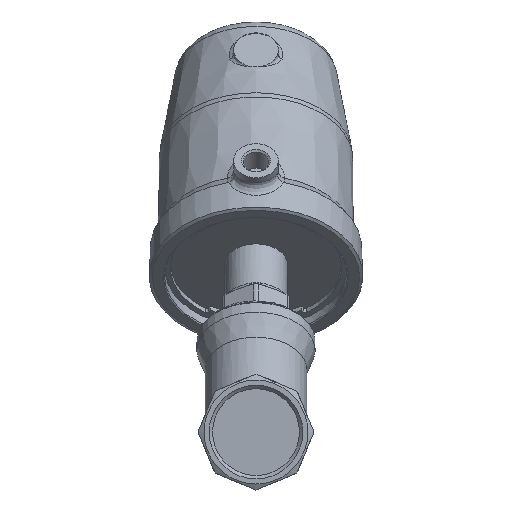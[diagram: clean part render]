
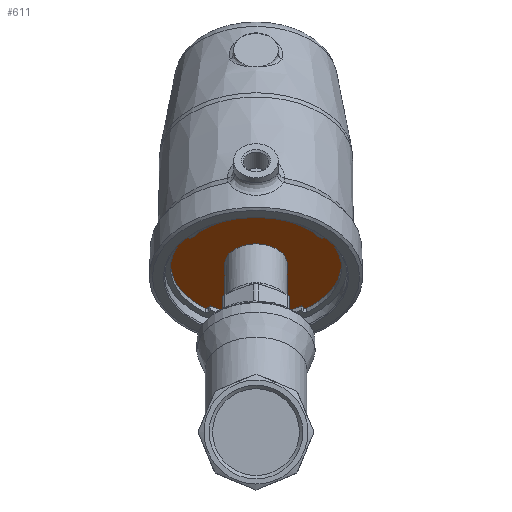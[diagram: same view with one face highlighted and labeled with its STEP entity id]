
A CAD part, left-side view. The second image highlights one B-rep face of the part: STEP entity #611.
In plain terms, the highlighted face is planar.
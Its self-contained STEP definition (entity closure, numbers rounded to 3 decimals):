
#611 = ADVANCED_FACE( '', ( #1251 ), #1252, .F. );
#1251 = FACE_OUTER_BOUND( '', #8813, .T. );
#1252 = PLANE( '', #8814 );
#8813 = EDGE_LOOP( '', ( #11607, #11608, #11609, #11610, #11611, #11612, #11613, #11614, #11615, #11616, #11617, #11618, #11619, #11620, #11621, #11622 ) );
#8814 = AXIS2_PLACEMENT_3D( '', #11623, #11624, #11625 );
#11607 = ORIENTED_EDGE( '', *, *, #12360, .F. );
#11608 = ORIENTED_EDGE( '', *, *, #12345, .T. );
#11609 = ORIENTED_EDGE( '', *, *, #12156, .F. );
#11610 = ORIENTED_EDGE( '', *, *, #12438, .F. );
#11611 = ORIENTED_EDGE( '', *, *, #12198, .F. );
#11612 = ORIENTED_EDGE( '', *, *, #12252, .T. );
#11613 = ORIENTED_EDGE( '', *, *, #12520, .F. );
#11614 = ORIENTED_EDGE( '', *, *, #12457, .T. );
#11615 = ORIENTED_EDGE( '', *, *, #12394, .F. );
#11616 = ORIENTED_EDGE( '', *, *, #12470, .F. );
#11617 = ORIENTED_EDGE( '', *, *, #12182, .F. );
#11618 = ORIENTED_EDGE( '', *, *, #12389, .T. );
#11619 = ORIENTED_EDGE( '', *, *, #12521, .F. );
#11620 = ORIENTED_EDGE( '', *, *, #12258, .T. );
#11621 = ORIENTED_EDGE( '', *, *, #12357, .F. );
#11622 = ORIENTED_EDGE( '', *, *, #12522, .F. );
#11623 = CARTESIAN_POINT( '', ( 0., 0., 34.35 ) );
#11624 = DIRECTION( '', ( 0., 0., 1. ) );
#11625 = DIRECTION( '', ( 0., -1., 0. ) );
#12156 = EDGE_CURVE( '', #12966, #12967, #12968, .T. );
#12182 = EDGE_CURVE( '', #13003, #13005, #13006, .T. );
#12198 = EDGE_CURVE( '', #13027, #13029, #13030, .T. );
#12252 = EDGE_CURVE( '', #13027, #13108, #13110, .F. );
#12258 = EDGE_CURVE( '', #13118, #13116, #13119, .F. );
#12345 = EDGE_CURVE( '', #13239, #12967, #13240, .T. );
#12357 = EDGE_CURVE( '', #13253, #13116, #13254, .T. );
#12360 = EDGE_CURVE( '', #13239, #13257, #13258, .T. );
#12389 = EDGE_CURVE( '', #13003, #13292, #13294, .F. );
#12394 = EDGE_CURVE( '', #13300, #13301, #13302, .T. );
#12438 = EDGE_CURVE( '', #13029, #12966, #13354, .T. );
#12457 = EDGE_CURVE( '', #13379, #13301, #13380, .F. );
#12470 = EDGE_CURVE( '', #13005, #13300, #13396, .T. );
#12520 = EDGE_CURVE( '', #13379, #13108, #13455, .T. );
#12521 = EDGE_CURVE( '', #13118, #13292, #13456, .T. );
#12522 = EDGE_CURVE( '', #13257, #13253, #13457, .T. );
#12966 = VERTEX_POINT( '', #16478 );
#12967 = VERTEX_POINT( '', #16479 );
#12968 = LINE( '', #16480, #16481 );
#13003 = VERTEX_POINT( '', #16712 );
#13005 = VERTEX_POINT( '', #16715 );
#13006 = LINE( '', #16716, #16717 );
#13027 = VERTEX_POINT( '', #16862 );
#13029 = VERTEX_POINT( '', #16865 );
#13030 = LINE( '', #16866, #16867 );
#13108 = VERTEX_POINT( '', #17093 );
#13110 = CIRCLE( '', #17096, 1. );
#13116 = VERTEX_POINT( '', #17102 );
#13118 = VERTEX_POINT( '', #17105 );
#13119 = CIRCLE( '', #17106, 1. );
#13239 = VERTEX_POINT( '', #17851 );
#13240 = CIRCLE( '', #17852, 41.05 );
#13253 = VERTEX_POINT( '', #17975 );
#13254 = LINE( '', #17976, #17977 );
#13257 = VERTEX_POINT( '', #17981 );
#13258 = LINE( '', #17982, #17983 );
#13292 = VERTEX_POINT( '', #18244 );
#13294 = CIRCLE( '', #18247, 1. );
#13300 = VERTEX_POINT( '', #18269 );
#13301 = VERTEX_POINT( '', #18270 );
#13302 = LINE( '', #18271, #18272 );
#13354 = CIRCLE( '', #18593, 35.75 );
#13379 = VERTEX_POINT( '', #18657 );
#13380 = CIRCLE( '', #18658, 1. );
#13396 = CIRCLE( '', #18718, 35.75 );
#13455 = CIRCLE( '', #19062, 38.375 );
#13456 = CIRCLE( '', #19063, 38.375 );
#13457 = CIRCLE( '', #19064, 35.75 );
#16478 = CARTESIAN_POINT( '', ( 35.444, -4.666, 34.35 ) );
#16479 = CARTESIAN_POINT( '', ( 40.699, -5.358, 34.35 ) );
#16480 = CARTESIAN_POINT( '', ( 0., 0., 34.35 ) );
#16481 = VECTOR( '', #19645, 1000. );
#16712 = CARTESIAN_POINT( '', ( -21.43, 30.605, 34.35 ) );
#16715 = CARTESIAN_POINT( '', ( -20.505, 29.285, 34.35 ) );
#16716 = CARTESIAN_POINT( '', ( 0., 0., 34.35 ) );
#16717 = VECTOR( '', #19675, 1000. );
#16862 = CARTESIAN_POINT( '', ( 30.605, -21.43, 34.35 ) );
#16865 = CARTESIAN_POINT( '', ( 29.285, -20.505, 34.35 ) );
#16866 = CARTESIAN_POINT( '', ( 0., 0., 34.35 ) );
#16867 = VECTOR( '', #19684, 1000. );
#17093 = CARTESIAN_POINT( '', ( 30.835, -22.844, 34.35 ) );
#17096 = AXIS2_PLACEMENT_3D( '', #19730, #19731, #19732 );
#17102 = CARTESIAN_POINT( '', ( 30.605, 21.43, 34.35 ) );
#17105 = CARTESIAN_POINT( '', ( 30.835, 22.844, 34.35 ) );
#17106 = AXIS2_PLACEMENT_3D( '', #19740, #19741, #19742 );
#17851 = CARTESIAN_POINT( '', ( 40.699, 5.358, 34.35 ) );
#17852 = AXIS2_PLACEMENT_3D( '', #19839, #19840, #19841 );
#17975 = CARTESIAN_POINT( '', ( 29.285, 20.505, 34.35 ) );
#17976 = CARTESIAN_POINT( '', ( 0., 0., 34.35 ) );
#17977 = VECTOR( '', #19844, 1000. );
#17981 = CARTESIAN_POINT( '', ( 35.444, 4.666, 34.35 ) );
#17982 = CARTESIAN_POINT( '', ( 0., 0., 34.35 ) );
#17983 = VECTOR( '', #19846, 1000. );
#18244 = CARTESIAN_POINT( '', ( -21.162, 32.013, 34.35 ) );
#18247 = AXIS2_PLACEMENT_3D( '', #19867, #19868, #19869 );
#18269 = CARTESIAN_POINT( '', ( -20.505, -29.285, 34.35 ) );
#18270 = CARTESIAN_POINT( '', ( -21.43, -30.605, 34.35 ) );
#18271 = CARTESIAN_POINT( '', ( 0., 0., 34.35 ) );
#18272 = VECTOR( '', #19873, 1000. );
#18593 = AXIS2_PLACEMENT_3D( '', #19899, #19900, #19901 );
#18657 = CARTESIAN_POINT( '', ( -21.162, -32.013, 34.35 ) );
#18658 = AXIS2_PLACEMENT_3D( '', #19918, #19919, #19920 );
#18718 = AXIS2_PLACEMENT_3D( '', #19932, #19933, #19934 );
#19062 = AXIS2_PLACEMENT_3D( '', #19955, #19956, #19957 );
#19063 = AXIS2_PLACEMENT_3D( '', #19958, #19959, #19960 );
#19064 = AXIS2_PLACEMENT_3D( '', #19961, #19962, #19963 );
#19645 = DIRECTION( '', ( 0.991, -0.131, 0. ) );
#19675 = DIRECTION( '', ( 0.574, -0.819, 0. ) );
#19684 = DIRECTION( '', ( -0.819, 0.574, 0. ) );
#19730 = CARTESIAN_POINT( '', ( 30.031, -22.249, 34.35 ) );
#19731 = DIRECTION( '', ( 0., 0., 1. ) );
#19732 = DIRECTION( '', ( 0., 1., 0. ) );
#19740 = CARTESIAN_POINT( '', ( 30.031, 22.249, 34.35 ) );
#19741 = DIRECTION( '', ( 0., 0., 1. ) );
#19742 = DIRECTION( '', ( 0., 1., 0. ) );
#19839 = CARTESIAN_POINT( '', ( 0., 0., 34.35 ) );
#19840 = DIRECTION( '', ( 0., 0., -1. ) );
#19841 = DIRECTION( '', ( -1., 0., 0. ) );
#19844 = DIRECTION( '', ( 0.819, 0.574, 0. ) );
#19846 = DIRECTION( '', ( -0.991, -0.131, 0. ) );
#19867 = CARTESIAN_POINT( '', ( -20.611, 31.178, 34.35 ) );
#19868 = DIRECTION( '', ( 0., 0., 1. ) );
#19869 = DIRECTION( '', ( 0., 1., 0. ) );
#19873 = DIRECTION( '', ( -0.574, -0.819, 0. ) );
#19899 = CARTESIAN_POINT( '', ( 0., 0., 34.35 ) );
#19900 = DIRECTION( '', ( 0., 0., 1. ) );
#19901 = DIRECTION( '', ( 0., -1., 0. ) );
#19918 = CARTESIAN_POINT( '', ( -20.611, -31.178, 34.35 ) );
#19919 = DIRECTION( '', ( 0., 0., 1. ) );
#19920 = DIRECTION( '', ( 0., 1., 0. ) );
#19932 = CARTESIAN_POINT( '', ( 0., 0., 34.35 ) );
#19933 = DIRECTION( '', ( 0., 0., 1. ) );
#19934 = DIRECTION( '', ( 0., -1., 0. ) );
#19955 = CARTESIAN_POINT( '', ( 0., 0., 34.35 ) );
#19956 = DIRECTION( '', ( 0., 0., 1. ) );
#19957 = DIRECTION( '', ( 0., 1., 0. ) );
#19958 = CARTESIAN_POINT( '', ( 0., 0., 34.35 ) );
#19959 = DIRECTION( '', ( 0., 0., 1. ) );
#19960 = DIRECTION( '', ( 0., -1., 0. ) );
#19961 = CARTESIAN_POINT( '', ( 0., 0., 34.35 ) );
#19962 = DIRECTION( '', ( 0., 0., 1. ) );
#19963 = DIRECTION( '', ( 0., -1., 0. ) );
